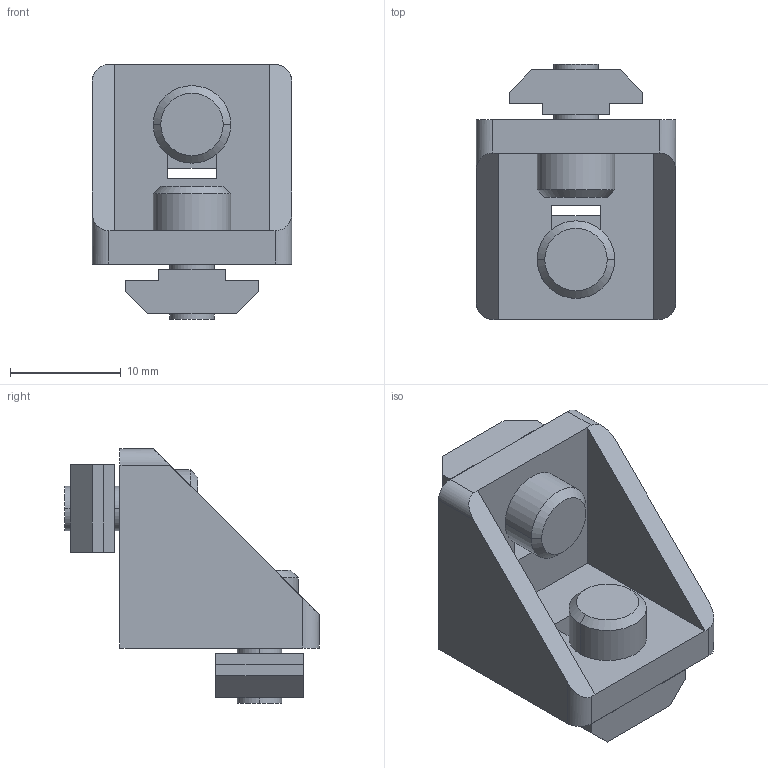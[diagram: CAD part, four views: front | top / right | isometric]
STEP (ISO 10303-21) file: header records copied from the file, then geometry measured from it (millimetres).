
FILE_DESCRIPTION(('STEP AP214'),'1');
FILE_NAME('cctmp_CE3C1A8F-2016-4A6F-8C2C-DAF39156716F_2020_2_11_16_37_31_898..stp','2020-02-11T15:37:31',('Bosch Rexroth AG'),('CADClick - www.CADClick.com'),'Spatial InterOp 3D',' ','unknown authorization - (Healing Option Enabled)');
FILE_SCHEMA(('AUTOMOTIVE_DESIGN'));
Length unit declared in the file: millimetre
Products named in the file (1): 2020_02_11__16-37-31-895
Bounding box: 18 x 23 x 23 mm (x, y, z)
Volume: 3035.9 mm3; surface area: 2833.3 mm2
Topology: 1 solids, 1 shells, 70 faces, 174 edges, 112 vertices
Faces by surface type: plane 50, cylinder 16, cone 4
Entity records: 2682 total; most frequent: CARTESIAN_POINT 397, DIRECTION 348, ORIENTED_EDGE 348, EDGE_CURVE 174, LINE 134, VECTOR 134, VERTEX_POINT 112, AXIS2_PLACEMENT_3D 107
